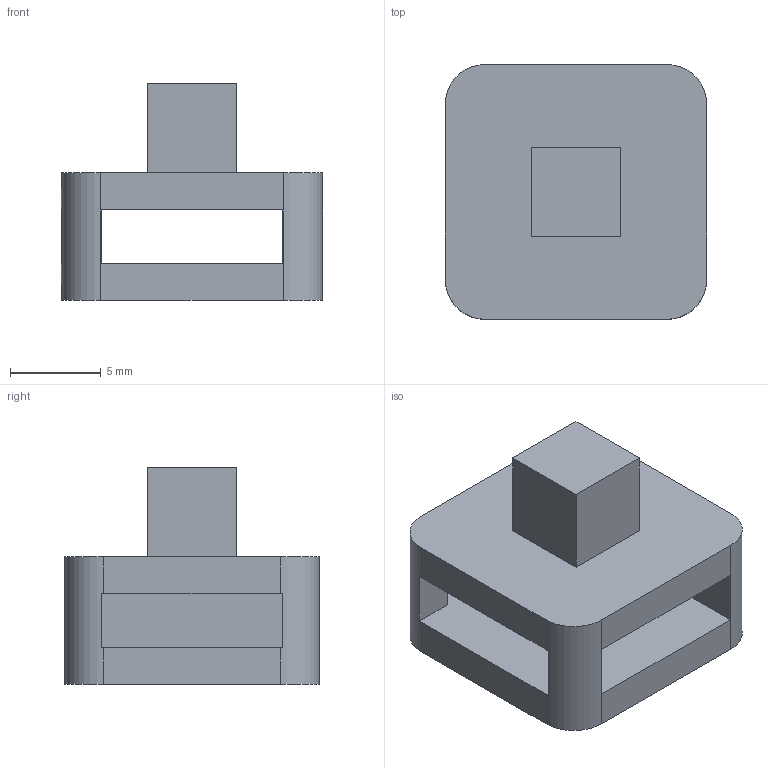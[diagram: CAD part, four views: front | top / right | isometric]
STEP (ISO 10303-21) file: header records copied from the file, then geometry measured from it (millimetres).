
FILE_DESCRIPTION(/* description */ (''),/* implementation_level */ '2;1');
FILE_NAME(/* name */ 'Rear_CableGuide.stp',/* time_stamp */ '2025-08-29T11:59:24-03:00',/* author */ ('Alan Rodrigues'),/* organization */ (''),/* preprocessor_version */ 'ST-DEVELOPER v20',/* originating_system */ 'Autodesk Inventor 2025',/* authorisation */ '');
FILE_SCHEMA (('AUTOMOTIVE_DESIGN { 1 0 10303 214 3 1 1 }'));
Length unit declared in the file: millimetre
Products named in the file (1): Rear_CableGuide
Bounding box: 14.35 x 14 x 11.9 mm (x, y, z)
Volume: 1010.9 mm3; surface area: 1161.5 mm2
Topology: 1 solids, 1 shells, 23 faces, 66 edges, 44 vertices
Faces by surface type: plane 19, cylinder 4
Entity records: 835 total; most frequent: CARTESIAN_POINT 134, ORIENTED_EDGE 132, DIRECTION 126, EDGE_CURVE 66, LINE 54, VECTOR 54, VERTEX_POINT 44, AXIS2_PLACEMENT_3D 36
